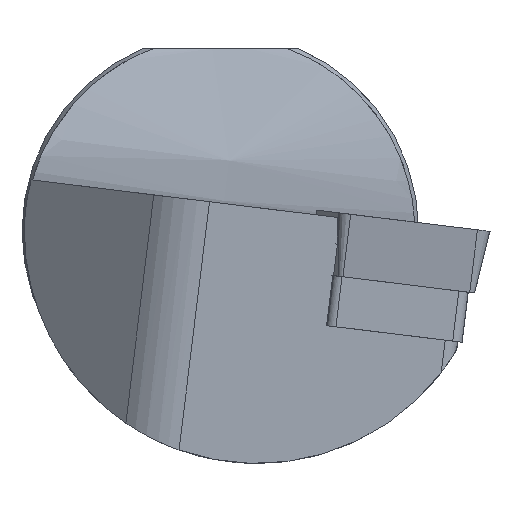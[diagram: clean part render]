
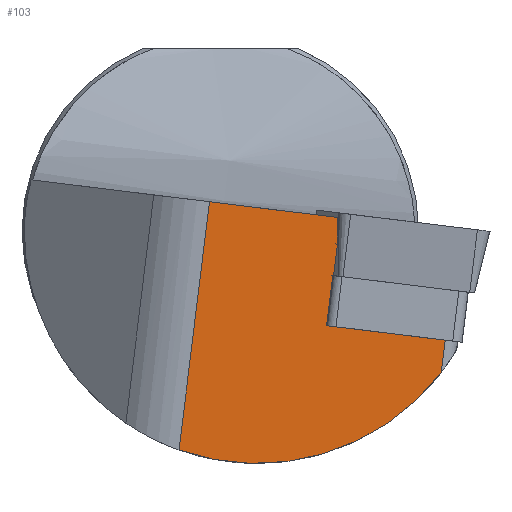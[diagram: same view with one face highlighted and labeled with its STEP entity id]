
A CAD part, left-side view. The second image highlights one B-rep face of the part: STEP entity #103.
In plain terms, the highlighted planar face has unit normal (-1, 0, 0).
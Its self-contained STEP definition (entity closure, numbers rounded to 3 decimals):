
#103=ADVANCED_FACE('',(#173),#148,.F.);
#148=PLANE('',#852);
#173=FACE_OUTER_BOUND('',#217,.T.);
#217=EDGE_LOOP('',(#426,#427,#428,#429,#430,#431,#432,#433));
#257=LINE('',#1145,#321);
#267=LINE('',#1181,#331);
#276=LINE('',#1198,#340);
#282=LINE('',#1222,#346);
#283=LINE('',#1223,#347);
#284=LINE('',#1227,#348);
#285=LINE('',#1229,#349);
#321=VECTOR('',#922,1.);
#331=VECTOR('',#944,1.);
#340=VECTOR('',#957,1.);
#346=VECTOR('',#969,1.);
#347=VECTOR('',#970,1.);
#348=VECTOR('',#973,1.);
#349=VECTOR('',#974,1.);
#426=ORIENTED_EDGE('',*,*,#694,.F.);
#427=ORIENTED_EDGE('',*,*,#717,.T.);
#428=ORIENTED_EDGE('',*,*,#726,.F.);
#429=ORIENTED_EDGE('',*,*,#708,.F.);
#430=ORIENTED_EDGE('',*,*,#727,.F.);
#431=ORIENTED_EDGE('',*,*,#728,.T.);
#432=ORIENTED_EDGE('',*,*,#729,.T.);
#433=ORIENTED_EDGE('',*,*,#730,.F.);
#617=VERTEX_POINT('',#1142);
#618=VERTEX_POINT('',#1144);
#625=VERTEX_POINT('',#1162);
#632=VERTEX_POINT('',#1180);
#638=VERTEX_POINT('',#1197);
#644=VERTEX_POINT('',#1224);
#645=VERTEX_POINT('',#1226);
#646=VERTEX_POINT('',#1228);
#694=EDGE_CURVE('',#618,#617,#257,.T.);
#708=EDGE_CURVE('',#632,#625,#267,.T.);
#717=EDGE_CURVE('',#618,#638,#276,.T.);
#726=EDGE_CURVE('',#625,#638,#282,.T.);
#727=EDGE_CURVE('',#644,#632,#283,.T.);
#728=EDGE_CURVE('',#644,#645,#812,.T.);
#729=EDGE_CURVE('',#645,#646,#284,.T.);
#730=EDGE_CURVE('',#617,#646,#285,.T.);
#812=CIRCLE('',#851,14.65);
#851=AXIS2_PLACEMENT_3D('',#1225,#971,#972);
#852=AXIS2_PLACEMENT_3D('',#1230,#975,#976);
#922=DIRECTION('',(0.,-0.993,-0.122));
#944=DIRECTION('',(0.,-0.993,-0.122));
#957=DIRECTION('',(0.,-0.122,0.993));
#969=DIRECTION('',(0.,-0.002,-1.));
#970=DIRECTION('',(0.,-0.122,0.993));
#971=DIRECTION('',(-1.,0.,0.));
#972=DIRECTION('',(0.,1.,0.));
#973=DIRECTION('',(0.,-0.122,0.993));
#974=DIRECTION('',(0.,-0.993,-0.122));
#975=DIRECTION('',(1.,0.,0.));
#976=DIRECTION('',(0.,1.,0.));
#1142=CARTESIAN_POINT('',(0.982,-6.842,-5.978));
#1144=CARTESIAN_POINT('',(0.982,-6.751,-5.967));
#1145=CARTESIAN_POINT('',(0.982,-14.17,-6.878));
#1162=CARTESIAN_POINT('',(0.982,-7.379,0.858));
#1180=CARTESIAN_POINT('',(0.982,0.682,1.847));
#1181=CARTESIAN_POINT('',(0.982,-15.005,-0.079));
#1197=CARTESIAN_POINT('',(0.982,-7.382,-0.831));
#1198=CARTESIAN_POINT('',(0.982,-7.97,3.959));
#1222=CARTESIAN_POINT('',(0.982,-7.417,-19.642));
#1223=CARTESIAN_POINT('',(0.982,3.083,-17.706));
#1224=CARTESIAN_POINT('',(0.982,2.604,-13.805));
#1225=CARTESIAN_POINT('',(0.982,-2.3,0.));
#1226=CARTESIAN_POINT('',(0.982,-13.919,-8.923));
#1227=CARTESIAN_POINT('',(0.982,-12.604,-19.632));
#1228=CARTESIAN_POINT('',(0.982,-14.17,-6.878));
#1229=CARTESIAN_POINT('',(0.982,-14.17,-6.878));
#1230=CARTESIAN_POINT('',(0.982,-12.604,-19.632));
